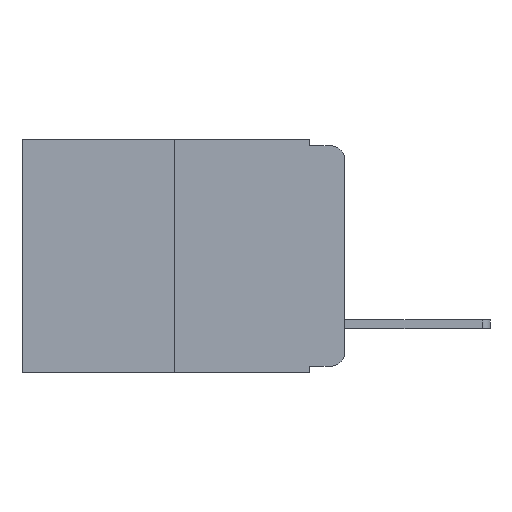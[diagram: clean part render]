
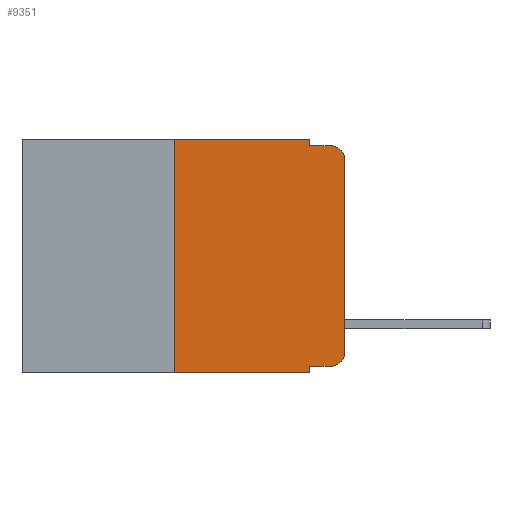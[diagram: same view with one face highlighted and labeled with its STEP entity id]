
A CAD part, left-side view. The second image highlights one B-rep face of the part: STEP entity #9351.
In plain terms, the highlighted planar face has unit normal (-1, 0, 0).
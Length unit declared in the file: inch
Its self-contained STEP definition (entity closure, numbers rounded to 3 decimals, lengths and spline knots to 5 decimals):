
#77 = CIRCLE ( 'NONE', #6311, 0.02 ) ;
#155 = VERTEX_POINT ( 'NONE', #5490 ) ;
#920 = EDGE_CURVE ( 'NONE', #17568, #15351, #10297, .T. ) ;
#1011 = ORIENTED_EDGE ( 'NONE', *, *, #16336, .F. ) ;
#1027 = ORIENTED_EDGE ( 'NONE', *, *, #6950, .F. ) ;
#1435 = EDGE_LOOP ( 'NONE', ( #9002, #10406, #10757, #1011, #1027, #1669, #2110, #10672, #10707, #14934 ) ) ;
#1458 = DIRECTION ( 'NONE',  ( 0., -1., 0. ) ) ;
#1545 = EDGE_CURVE ( 'NONE', #155, #9854, #5355, .T. ) ;
#1669 = ORIENTED_EDGE ( 'NONE', *, *, #12738, .F. ) ;
#2110 = ORIENTED_EDGE ( 'NONE', *, *, #1545, .T. ) ;
#2380 = LINE ( 'NONE', #17198, #10104 ) ;
#2618 = VECTOR ( 'NONE', #15573, 39.37008 ) ;
#2760 = VECTOR ( 'NONE', #17155, 39.37008 ) ;
#2781 = DIRECTION ( 'NONE',  ( 0., -1., 0. ) ) ;
#3004 = EDGE_CURVE ( 'NONE', #13709, #17375, #14079, .T. ) ;
#3104 = DIRECTION ( 'NONE',  ( 0., 0., -1. ) ) ;
#3447 = EDGE_CURVE ( 'NONE', #15351, #13709, #77, .T. ) ;
#3822 = VERTEX_POINT ( 'NONE', #5892 ) ;
#3975 = AXIS2_PLACEMENT_3D ( 'NONE', #8719, #8910, #18361 ) ;
#4063 = CARTESIAN_POINT ( 'NONE',  ( 0., 0.02, -0.333 ) ) ;
#4194 = LINE ( 'NONE', #6312, #18762 ) ;
#4202 = LINE ( 'NONE', #13453, #9292 ) ;
#4641 = VERTEX_POINT ( 'NONE', #18416 ) ;
#4757 = DIRECTION ( 'NONE',  ( 0., -1., 0. ) ) ;
#5239 = DIRECTION ( 'NONE',  ( -1., 0., 0. ) ) ;
#5355 = LINE ( 'NONE', #14122, #14944 ) ;
#5490 = CARTESIAN_POINT ( 'NONE',  ( 0., 0.25, -0.343 ) ) ;
#5843 = CARTESIAN_POINT ( 'NONE',  ( 0., 0.02, -0.313 ) ) ;
#5892 = CARTESIAN_POINT ( 'NONE',  ( 0., 0.25, 0. ) ) ;
#6311 = AXIS2_PLACEMENT_3D ( 'NONE', #5843, #15730, #7478 ) ;
#6312 = CARTESIAN_POINT ( 'NONE',  ( 0., 0.473, 0. ) ) ;
#6355 = CARTESIAN_POINT ( 'NONE',  ( 0., 0., 0. ) ) ;
#6950 = EDGE_CURVE ( 'NONE', #3822, #10794, #4194, .T. ) ;
#7377 = VERTEX_POINT ( 'NONE', #15974 ) ;
#7478 = DIRECTION ( 'NONE',  ( 0., 0., -1. ) ) ;
#8211 = EDGE_CURVE ( 'NONE', #17568, #9854, #13655, .T. ) ;
#8304 = CARTESIAN_POINT ( 'NONE',  ( 0., 0., -0.03 ) ) ;
#8611 = CARTESIAN_POINT ( 'NONE',  ( 0., 0.051, -0.333 ) ) ;
#8704 = EDGE_CURVE ( 'NONE', #7377, #4641, #14883, .T. ) ;
#8719 = CARTESIAN_POINT ( 'NONE',  ( 0., 0.473, 0. ) ) ;
#8910 = DIRECTION ( 'NONE',  ( 1., 0., 0. ) ) ;
#9002 = ORIENTED_EDGE ( 'NONE', *, *, #3004, .T. ) ;
#9292 = VECTOR ( 'NONE', #3104, 39.37008 ) ;
#9351 = ADVANCED_FACE ( 'NONE', ( #10827 ), #14184, .F. ) ;
#9652 = DIRECTION ( 'NONE',  ( 0., 0., -1. ) ) ;
#9688 = CARTESIAN_POINT ( 'NONE',  ( 0., 0.051, -0.343 ) ) ;
#9854 = VERTEX_POINT ( 'NONE', #9688 ) ;
#10104 = VECTOR ( 'NONE', #18506, 39.37008 ) ;
#10278 = CIRCLE ( 'NONE', #13248, 0.02 ) ;
#10297 = LINE ( 'NONE', #15652, #2618 ) ;
#10406 = ORIENTED_EDGE ( 'NONE', *, *, #15085, .T. ) ;
#10672 = ORIENTED_EDGE ( 'NONE', *, *, #8211, .F. ) ;
#10707 = ORIENTED_EDGE ( 'NONE', *, *, #920, .T. ) ;
#10757 = ORIENTED_EDGE ( 'NONE', *, *, #8704, .F. ) ;
#10794 = VERTEX_POINT ( 'NONE', #14160 ) ;
#10827 = FACE_OUTER_BOUND ( 'NONE', #1435, .T. ) ;
#11795 = CARTESIAN_POINT ( 'NONE',  ( 0., 0.051, -0.01 ) ) ;
#12738 = EDGE_CURVE ( 'NONE', #155, #3822, #2380, .T. ) ;
#13248 = AXIS2_PLACEMENT_3D ( 'NONE', #13899, #5239, #15218 ) ;
#13453 = CARTESIAN_POINT ( 'NONE',  ( 0., 0.051, 0. ) ) ;
#13655 = LINE ( 'NONE', #17701, #16801 ) ;
#13709 = VERTEX_POINT ( 'NONE', #15679 ) ;
#13899 = CARTESIAN_POINT ( 'NONE',  ( 0., 0.02, -0.03 ) ) ;
#14079 = LINE ( 'NONE', #6355, #2760 ) ;
#14122 = CARTESIAN_POINT ( 'NONE',  ( 0., 0.473, -0.343 ) ) ;
#14160 = CARTESIAN_POINT ( 'NONE',  ( 0., 0.051, 0. ) ) ;
#14184 = PLANE ( 'NONE',  #3975 ) ;
#14883 = LINE ( 'NONE', #11795, #18022 ) ;
#14934 = ORIENTED_EDGE ( 'NONE', *, *, #3447, .T. ) ;
#14944 = VECTOR ( 'NONE', #4757, 39.37008 ) ;
#15085 = EDGE_CURVE ( 'NONE', #17375, #4641, #10278, .T. ) ;
#15218 = DIRECTION ( 'NONE',  ( 0., 0., -1. ) ) ;
#15351 = VERTEX_POINT ( 'NONE', #4063 ) ;
#15573 = DIRECTION ( 'NONE',  ( 0., -1., 0. ) ) ;
#15652 = CARTESIAN_POINT ( 'NONE',  ( 0., 0.051, -0.333 ) ) ;
#15679 = CARTESIAN_POINT ( 'NONE',  ( 0., 0., -0.313 ) ) ;
#15730 = DIRECTION ( 'NONE',  ( -1., 0., 0. ) ) ;
#15974 = CARTESIAN_POINT ( 'NONE',  ( 0., 0.051, -0.01 ) ) ;
#16336 = EDGE_CURVE ( 'NONE', #10794, #7377, #4202, .T. ) ;
#16801 = VECTOR ( 'NONE', #9652, 39.37008 ) ;
#17155 = DIRECTION ( 'NONE',  ( 0., 0., 1. ) ) ;
#17198 = CARTESIAN_POINT ( 'NONE',  ( 0., 0.25, 0. ) ) ;
#17375 = VERTEX_POINT ( 'NONE', #8304 ) ;
#17568 = VERTEX_POINT ( 'NONE', #8611 ) ;
#17701 = CARTESIAN_POINT ( 'NONE',  ( 0., 0.051, 0. ) ) ;
#18022 = VECTOR ( 'NONE', #2781, 39.37008 ) ;
#18361 = DIRECTION ( 'NONE',  ( 0., 0., -1. ) ) ;
#18416 = CARTESIAN_POINT ( 'NONE',  ( 0., 0.02, -0.01 ) ) ;
#18506 = DIRECTION ( 'NONE',  ( 0., 0., 1. ) ) ;
#18762 = VECTOR ( 'NONE', #1458, 39.37008 ) ;
